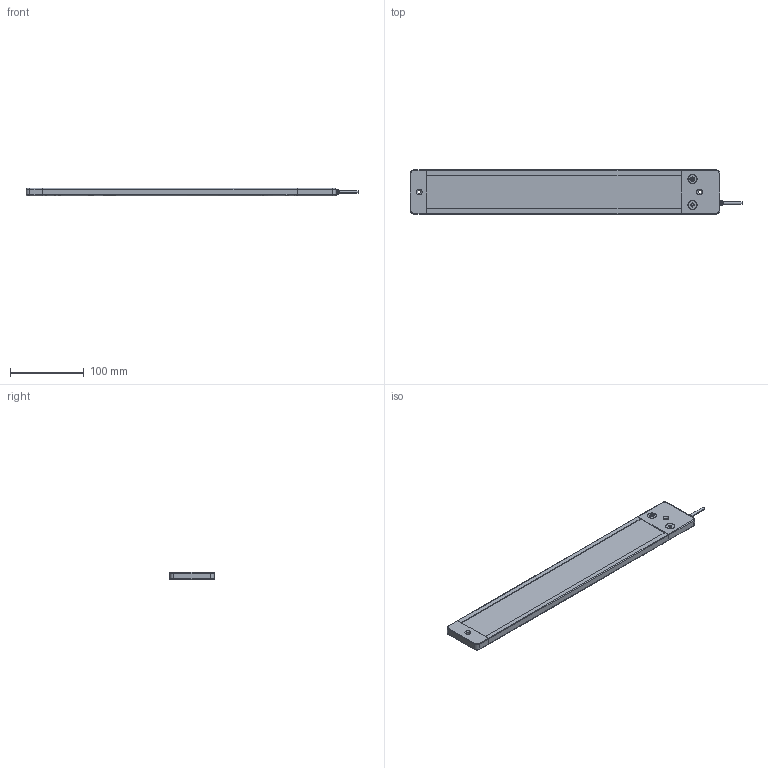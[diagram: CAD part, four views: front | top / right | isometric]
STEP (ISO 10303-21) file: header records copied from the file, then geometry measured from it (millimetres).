
FILE_DESCRIPTION((''),'2;1');
FILE_NAME('NLUD10-DC SERIES.stp','2023-12-01T17:35:01',(''),(''),'Mechanical Desktop 2011','Mechanical Desktop 2011',', , ');
FILE_SCHEMA(('CONFIG_CONTROL_DESIGN'));
Length unit declared in the file: millimetre
Products named in the file (1): Product
Bounding box: 450 x 60 x 10.1 mm (x, y, z)
Volume: 236298.1 mm3; surface area: 72633.1 mm2
Topology: 14 solids, 14 shells, 334 faces, 864 edges, 555 vertices
Faces by surface type: plane 143, cylinder 82, bspline 65, cone 36, torus 8
Entity records: 10771 total; most frequent: CARTESIAN_POINT 2463, ORIENTED_EDGE 1708, DIRECTION 1670, EDGE_CURVE 854, VECTOR 570, LINE 570, VERTEX_POINT 555, AXIS2_PLACEMENT_3D 550
